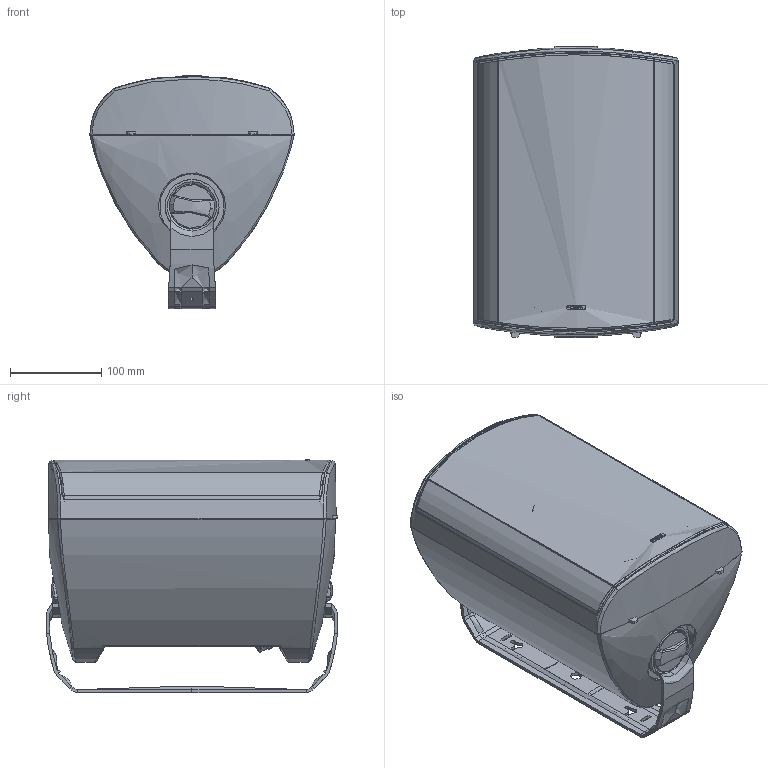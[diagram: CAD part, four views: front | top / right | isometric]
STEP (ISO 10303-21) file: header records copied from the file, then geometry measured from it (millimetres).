
FILE_DESCRIPTION (( 'STEP AP203' ), '1' );
FILE_NAME ('100_OD6.STEP', '2022-12-20T08:58:19', ( '' ), ( '' ), 'SwSTEP 2.0', 'SolidWorks 2022', '' );
FILE_SCHEMA (( 'CONFIG_CONTROL_DESIGN' ));
Length unit declared in the file: millimetre
Products named in the file (20): M54-OD6-1-X8; S29-OP5WZ; 6_o_Z__5c_; S70-01-4; 161110-TWT_LCR_IW_GOOD; C14-001; G61-OD6-1-X8; W23R-OD6-1W; A46-20X5ADJ-41; DY; M67-OD6-2-C2; 161110-HPCO_DOME_TWT_GOOD; 100_OD6; T18-101-237BNI; D16-001; M54-OD6-11; B07-G621-219ABH; T18-101-237RNI; 161110-HPSU_TWT_GOOD; S29-B4-3BPA1
Assembly tree (20 placements, depth 3):
  100_OD6
    161110-TWT_LCR_IW_GOOD
      161110-HPSU_TWT_GOOD
      161110-HPCO_DOME_TWT_GOOD
    DY
      B07-G621-219ABH
      C14-001
      D16-001
    M54-OD6-11
      S70-01-4
      S29-B4-3BPA1
      A46-20X5ADJ-41
      M54-OD6-1-X8
    6_o_Z__5c_
    G61-OD6-1-X8
    S29-OP5WZ  x2
    W23R-OD6-1W
    T18-101-237BNI
    T18-101-237RNI
    M67-OD6-2-C2
Bounding box: 224.01 x 318.95 x 255.87 mm (x, y, z)
Volume: 1886445.4 mm3; surface area: 980957.6 mm2
Topology: 42 solids, 43 shells, 4455 faces, 12017 edges, 7682 vertices
Faces by surface type: plane 2543, cylinder 984, bspline 590, cone 330, torus 8
Entity records: 213543 total; most frequent: CARTESIAN_POINT 108727, ORIENTED_EDGE 23400, DIRECTION 18867, EDGE_CURVE 11700, VERTEX_POINT 7510, AXIS2_PLACEMENT_3D 6576, VECTOR 5715, LINE 5715
